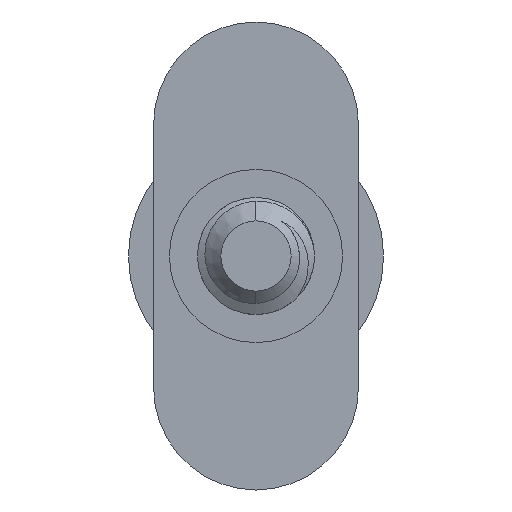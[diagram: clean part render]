
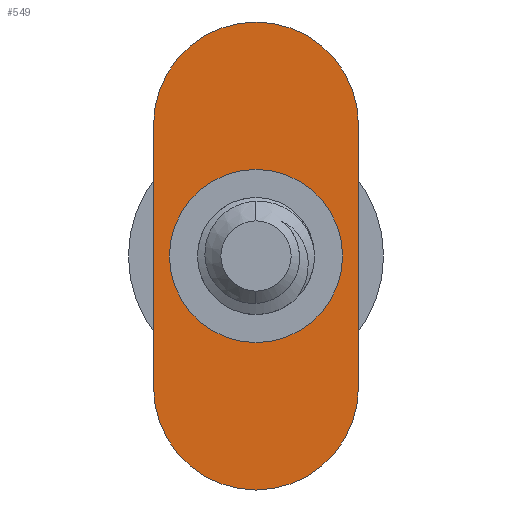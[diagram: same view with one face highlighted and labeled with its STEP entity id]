
A CAD part, front view. The second image highlights one B-rep face of the part: STEP entity #549.
In plain terms, the highlighted planar face has unit normal (0, -1, 0).
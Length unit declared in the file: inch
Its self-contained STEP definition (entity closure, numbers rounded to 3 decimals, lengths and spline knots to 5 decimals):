
#407 = VERTEX_POINT ( 'NONE', #1002 ) ;
#409 = VERTEX_POINT ( 'NONE', #1001 ) ;
#411 = EDGE_CURVE ( 'NONE', #409, #407, #1000, .T. ) ;
#435 = EDGE_CURVE ( 'NONE', #436, #440, #1104, .T. ) ;
#436 = VERTEX_POINT ( 'NONE', #1099 ) ;
#440 = VERTEX_POINT ( 'NONE', #1089 ) ;
#467 = VERTEX_POINT ( 'NONE', #1156 ) ;
#479 = VERTEX_POINT ( 'NONE', #1140 ) ;
#482 = EDGE_CURVE ( 'NONE', #491, #479, #1139, .T. ) ;
#489 = EDGE_CURVE ( 'NONE', #479, #467, #1189, .T. ) ;
#491 = VERTEX_POINT ( 'NONE', #1184 ) ;
#502 = EDGE_CURVE ( 'NONE', #467, #436, #1229, .T. ) ;
#507 = EDGE_CURVE ( 'NONE', #440, #491, #1225, .T. ) ;
#513 = EDGE_CURVE ( 'NONE', #407, #409, #1215, .T. ) ;
#530 = ORIENTED_EDGE ( 'NONE', *, *, #411, .T. ) ;
#531 = ORIENTED_EDGE ( 'NONE', *, *, #513, .T. ) ;
#532 = ORIENTED_EDGE ( 'NONE', *, *, #502, .F. ) ;
#534 = EDGE_LOOP ( 'NONE', ( #531, #530 ) ) ;
#535 = ORIENTED_EDGE ( 'NONE', *, *, #435, .F. ) ;
#536 = ORIENTED_EDGE ( 'NONE', *, *, #489, .F. ) ;
#537 = ORIENTED_EDGE ( 'NONE', *, *, #507, .F. ) ;
#538 = ORIENTED_EDGE ( 'NONE', *, *, #482, .F. ) ;
#541 = EDGE_LOOP ( 'NONE', ( #536, #538, #537, #535, #532 ) ) ;
#549 = ADVANCED_FACE ( 'NONE', ( #1278, #1277 ), #1275, .T. ) ;
#996 = DIRECTION ( 'NONE',  ( 0., 0., -1. ) ) ;
#997 = DIRECTION ( 'NONE',  ( 0., 1., 0. ) ) ;
#998 = CARTESIAN_POINT ( 'NONE',  ( 0., 0.0995, 0. ) ) ;
#999 = AXIS2_PLACEMENT_3D ( 'NONE', #998, #997, #996 ) ;
#1000 = CIRCLE ( 'NONE', #999, 0.185 ) ;
#1001 = CARTESIAN_POINT ( 'NONE',  ( 0., 0.0995, 0.185 ) ) ;
#1002 = CARTESIAN_POINT ( 'NONE',  ( 0., 0.0995, -0.185 ) ) ;
#1089 = CARTESIAN_POINT ( 'NONE',  ( 0., 0.0995, 0.5 ) ) ;
#1099 = CARTESIAN_POINT ( 'NONE',  ( -0.21875, 0.0995, 0.28125 ) ) ;
#1100 = DIRECTION ( 'NONE',  ( 0., 0., -1. ) ) ;
#1101 = DIRECTION ( 'NONE',  ( 0., 1., 0. ) ) ;
#1102 = CARTESIAN_POINT ( 'NONE',  ( 0., 0.0995, 0.28125 ) ) ;
#1103 = AXIS2_PLACEMENT_3D ( 'NONE', #1102, #1101, #1100 ) ;
#1104 = CIRCLE ( 'NONE', #1103, 0.21875 ) ;
#1136 = DIRECTION ( 'NONE',  ( 0., 0., -1. ) ) ;
#1137 = VECTOR ( 'NONE', #1136, 39.37008 ) ;
#1138 = CARTESIAN_POINT ( 'NONE',  ( 0.21875, 0.0995, -0.28125 ) ) ;
#1139 = LINE ( 'NONE', #1138, #1137 ) ;
#1140 = CARTESIAN_POINT ( 'NONE',  ( 0.21875, 0.0995, -0.28125 ) ) ;
#1156 = CARTESIAN_POINT ( 'NONE',  ( -0.21875, 0.0995, -0.28125 ) ) ;
#1184 = CARTESIAN_POINT ( 'NONE',  ( 0.21875, 0.0995, 0.28125 ) ) ;
#1185 = DIRECTION ( 'NONE',  ( 0., 0., -1. ) ) ;
#1186 = DIRECTION ( 'NONE',  ( 0., 1., 0. ) ) ;
#1187 = CARTESIAN_POINT ( 'NONE',  ( 0., 0.0995, -0.28125 ) ) ;
#1188 = AXIS2_PLACEMENT_3D ( 'NONE', #1187, #1186, #1185 ) ;
#1189 = CIRCLE ( 'NONE', #1188, 0.21875 ) ;
#1211 = DIRECTION ( 'NONE',  ( 0., 0., -1. ) ) ;
#1212 = DIRECTION ( 'NONE',  ( 0., 1., 0. ) ) ;
#1213 = CARTESIAN_POINT ( 'NONE',  ( 0., 0.0995, 0. ) ) ;
#1214 = AXIS2_PLACEMENT_3D ( 'NONE', #1213, #1212, #1211 ) ;
#1215 = CIRCLE ( 'NONE', #1214, 0.185 ) ;
#1221 = DIRECTION ( 'NONE',  ( 0., 0., -1. ) ) ;
#1222 = DIRECTION ( 'NONE',  ( 0., 1., 0. ) ) ;
#1223 = CARTESIAN_POINT ( 'NONE',  ( 0., 0.0995, 0.28125 ) ) ;
#1224 = AXIS2_PLACEMENT_3D ( 'NONE', #1223, #1222, #1221 ) ;
#1225 = CIRCLE ( 'NONE', #1224, 0.21875 ) ;
#1226 = DIRECTION ( 'NONE',  ( 0., 0., 1. ) ) ;
#1227 = VECTOR ( 'NONE', #1226, 39.37008 ) ;
#1228 = CARTESIAN_POINT ( 'NONE',  ( -0.21875, 0.0995, 0.28125 ) ) ;
#1229 = LINE ( 'NONE', #1228, #1227 ) ;
#1271 = DIRECTION ( 'NONE',  ( 0., 0., -1. ) ) ;
#1272 = DIRECTION ( 'NONE',  ( 0., -1., 0. ) ) ;
#1273 = CARTESIAN_POINT ( 'NONE',  ( 0., 0.0995, -0.28125 ) ) ;
#1274 = AXIS2_PLACEMENT_3D ( 'NONE', #1273, #1272, #1271 ) ;
#1275 = PLANE ( 'NONE',  #1274 ) ;
#1277 = FACE_BOUND ( 'NONE', #534, .T. ) ;
#1278 = FACE_OUTER_BOUND ( 'NONE', #541, .T. ) ;
